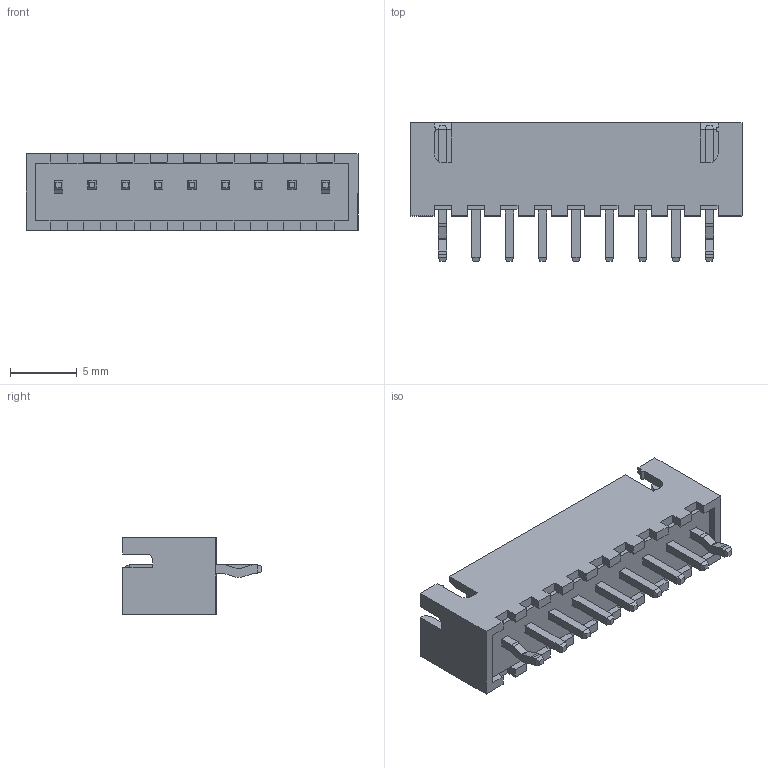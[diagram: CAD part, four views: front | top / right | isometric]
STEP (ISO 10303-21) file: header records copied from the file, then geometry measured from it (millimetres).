
FILE_DESCRIPTION (( 'STEP AP214' ), '1' );
FILE_NAME ('B9B-XH-A (LF)(SN).STEP', '2023-11-14T13:43:28', ( '' ), ( '' ), 'SwSTEP 2.0', 'SolidWorks 2021', '' );
FILE_SCHEMA (( 'AUTOMOTIVE_DESIGN' ));
Length unit declared in the file: millimetre
Products named in the file (2): BxB-XH-A_09; B9B-XH-A (LF)(SN)
Assembly tree (1 placements, depth 2):
  B9B-XH-A (LF)(SN)
    BxB-XH-A_09
Bounding box: 24.9 x 10.4 x 5.75 mm (x, y, z)
Volume: 367.4 mm3; surface area: 1288.2 mm2
Topology: 10 solids, 10 shells, 341 faces, 851 edges, 530 vertices
Faces by surface type: plane 322, cylinder 19
Entity records: 10009 total; most frequent: CARTESIAN_POINT 1735, ORIENTED_EDGE 1702, DIRECTION 1575, EDGE_CURVE 851, VECTOR 811, LINE 811, VERTEX_POINT 530, AXIS2_PLACEMENT_3D 382
